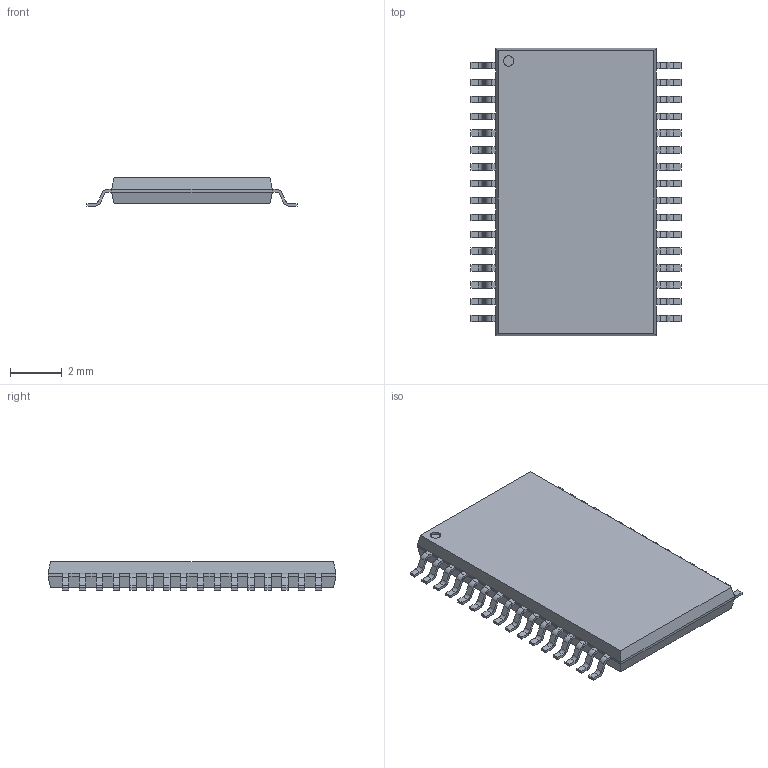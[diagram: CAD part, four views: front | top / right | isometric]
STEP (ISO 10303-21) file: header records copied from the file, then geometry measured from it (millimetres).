
FILE_DESCRIPTION(('FreeCAD Model'),'2;1');
FILE_NAME('TSSOP-32_6.1x11mm_Pitch0.65mm.STEP','2016-04-07T21:15:08', ('Author'),(''),'Open CASCADE STEP processor 6.8','FreeCAD','Unknown' );
FILE_SCHEMA(('AUTOMOTIVE_DESIGN_CC2 { 1 2 10303 214 -1 1 5 4 }'));
Length unit declared in the file: millimetre
Products named in the file (1): TSSOP-32_6.1x11mm_Pitch0.65mm
Bounding box: 8.1 x 11.1 x 1.1 mm (x, y, z)
Volume: 68.3 mm3; surface area: 194.2 mm2
Topology: 1 solids, 1 shells, 465 faces, 1250 edges, 788 vertices
Faces by surface type: plane 335, cylinder 130
Entity records: 45857 total; most frequent: CARTESIAN_POINT 18648, DIRECTION 4228, LINE 2710, VECTOR 2710, ORIENTED_EDGE 2500, PCURVE 2500, DEFINITIONAL_REPRESENTATION 2500, EDGE_CURVE 1250
